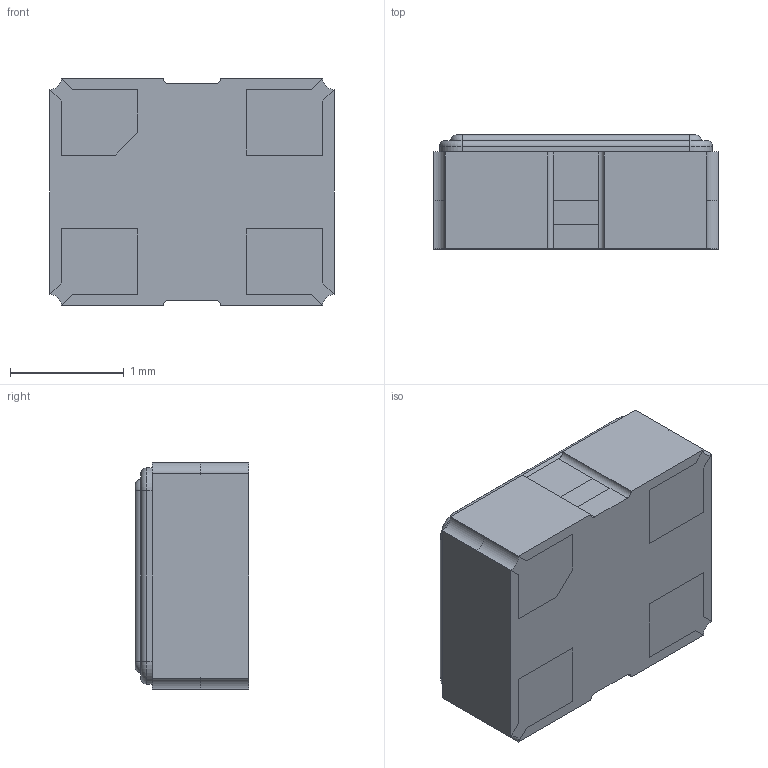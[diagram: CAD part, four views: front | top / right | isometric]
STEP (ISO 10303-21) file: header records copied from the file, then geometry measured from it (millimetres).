
FILE_DESCRIPTION (( 'STEP AP214' ), '1' );
FILE_NAME ('ECS-2520S33-200-FN-TR.STEP', '2024-10-31T19:28:48', ( '' ), ( '' ), 'SwSTEP 2.0', 'SolidWorks 2021', '' );
FILE_SCHEMA (( 'AUTOMOTIVE_DESIGN' ));
Length unit declared in the file: millimetre
Products named in the file (1): ECS-2520S33-200-FN-TR
Bounding box: 2.5 x 1 x 2 mm (x, y, z)
Volume: 4.8 mm3; surface area: 45.4 mm2
Topology: 9 solids, 9 shells, 147 faces, 358 edges, 228 vertices
Faces by surface type: plane 103, cylinder 36, torus 8
Entity records: 4370 total; most frequent: DIRECTION 734, CARTESIAN_POINT 734, ORIENTED_EDGE 716, EDGE_CURVE 358, LINE 278, VECTOR 278, VERTEX_POINT 228, AXIS2_PLACEMENT_3D 228
